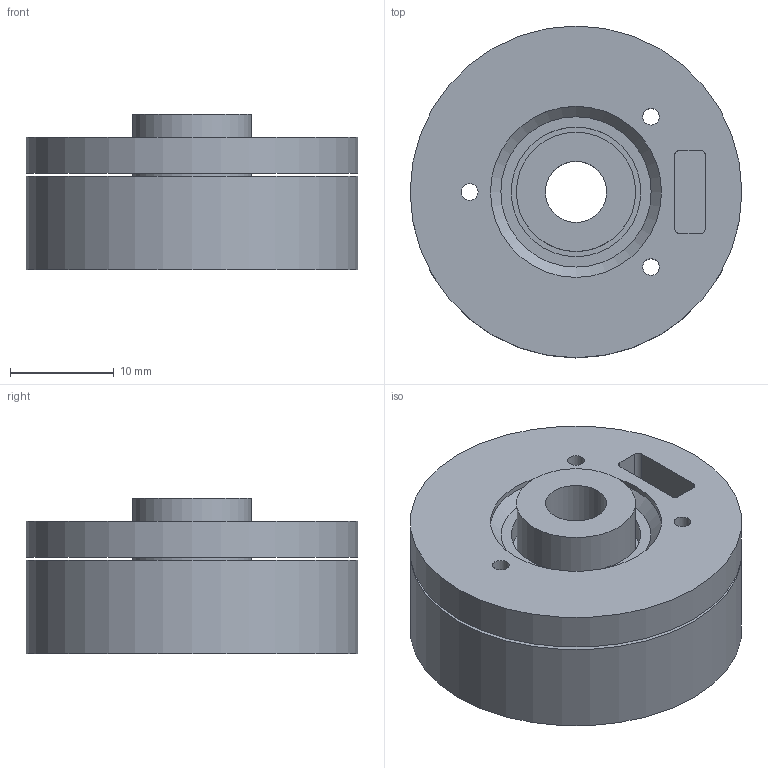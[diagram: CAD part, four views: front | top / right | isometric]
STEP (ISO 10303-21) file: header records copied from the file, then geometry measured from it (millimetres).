
FILE_DESCRIPTION(/* description */ ('STEP AP242','CAx-IF Rec.Pracs.---Representation and Presentation of Product Manufacturing Information (PMI)---4.0---2014-10-13','CAx-IF Rec.Pracs.---3D Tessellated Geometry---0.4---2014-09-14','2;1'),/* implementation_level */ '2;1');
FILE_NAME(/* name */ '685719ad7e05af4517c62b25',/* time_stamp */ '2025-06-21T20:44:30Z',/* author */ (''),/* organization */ (''),/* preprocessor_version */ 'ST-DEVELOPER v20',/* originating_system */ 'ONSHAPE BY PTC INC, 1.199',/* authorisation */ ' ');
FILE_SCHEMA (('AP242_MANAGED_MODEL_BASED_3D_ENGINEERING_MIM_LF { 1 0 10303 442 1 1 4 }'));
Length unit declared in the file: metre
Products named in the file (2): MOTOR TOP; MOTOR BOTTOM
Bounding box: 32 x 32 x 15 mm (x, y, z)
Volume: 9566.3 mm3; surface area: 4983.7 mm2
Topology: 2 solids, 2 shells, 27 faces, 63 edges, 42 vertices
Faces by surface type: cylinder 16, plane 10, cone 1
Full cylindrical faces by diameter (mm): 1.6 x6, 5.9 x1, 11.5 x1, 12.5 x1, 16.5 x1, 32 x2
Entity records: 800 total; most frequent: DIRECTION 140, CARTESIAN_POINT 119, ORIENTED_EDGE 98, AXIS2_PLACEMENT_3D 62, EDGE_LOOP 60, FACE_BOUND 60, EDGE_CURVE 49, VERTEX_POINT 41
